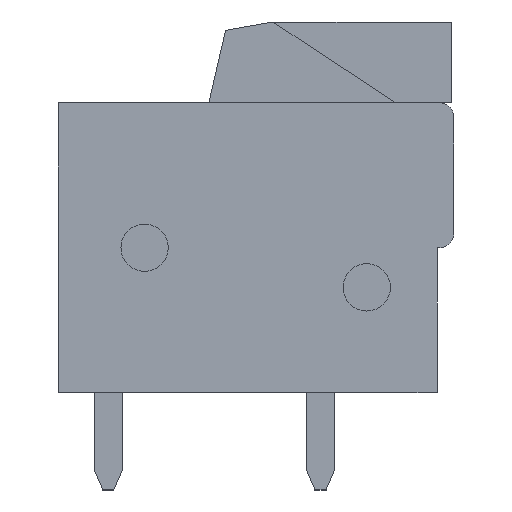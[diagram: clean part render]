
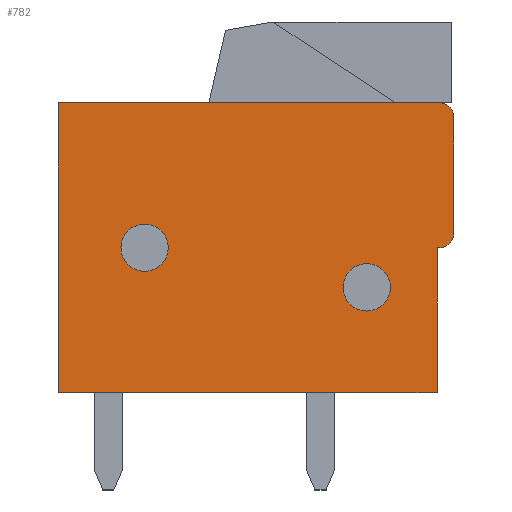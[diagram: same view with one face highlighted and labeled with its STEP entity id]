
A CAD part, left-side view. The second image highlights one B-rep face of the part: STEP entity #782.
In plain terms, the highlighted planar face has unit normal (-1, 0, 0).
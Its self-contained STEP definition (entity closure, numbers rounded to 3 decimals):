
#782 = ADVANCED_FACE( '', ( #1463, #1464, #1465 ), #1466, .T. );
#1463 = FACE_BOUND( '', #2101, .T. );
#1464 = FACE_OUTER_BOUND( '', #2102, .T. );
#1465 = FACE_BOUND( '', #2103, .T. );
#1466 = PLANE( '', #2104 );
#2101 = EDGE_LOOP( '', ( #3758 ) );
#2102 = EDGE_LOOP( '', ( #3759, #3760, #3761, #3762, #3763, #3764, #3765, #3766 ) );
#2103 = EDGE_LOOP( '', ( #3767 ) );
#2104 = AXIS2_PLACEMENT_3D( '', #3768, #3769, #3770 );
#3758 = ORIENTED_EDGE( '', *, *, #4453, .T. );
#3759 = ORIENTED_EDGE( '', *, *, #4447, .T. );
#3760 = ORIENTED_EDGE( '', *, *, #4236, .T. );
#3761 = ORIENTED_EDGE( '', *, *, #4170, .T. );
#3762 = ORIENTED_EDGE( '', *, *, #4382, .T. );
#3763 = ORIENTED_EDGE( '', *, *, #4556, .T. );
#3764 = ORIENTED_EDGE( '', *, *, #4519, .T. );
#3765 = ORIENTED_EDGE( '', *, *, #4648, .T. );
#3766 = ORIENTED_EDGE( '', *, *, #4180, .T. );
#3767 = ORIENTED_EDGE( '', *, *, #4649, .T. );
#3768 = CARTESIAN_POINT( '', ( -2.5, 0., 0. ) );
#3769 = DIRECTION( '', ( -1., 0., 0. ) );
#3770 = DIRECTION( '', ( 0., 0., 1. ) );
#4170 = EDGE_CURVE( '', #5029, #5030, #5031, .T. );
#4180 = EDGE_CURVE( '', #5048, #5049, #5050, .T. );
#4236 = EDGE_CURVE( '', #5141, #5029, #5142, .T. );
#4382 = EDGE_CURVE( '', #5030, #5351, #5353, .T. );
#4447 = EDGE_CURVE( '', #5049, #5141, #5444, .T. );
#4453 = EDGE_CURVE( '', #5452, #5452, #5453, .T. );
#4519 = EDGE_CURVE( '', #5539, #5540, #5541, .T. );
#4556 = EDGE_CURVE( '', #5351, #5539, #5588, .T. );
#4648 = EDGE_CURVE( '', #5540, #5048, #5685, .T. );
#4649 = EDGE_CURVE( '', #5686, #5686, #5687, .T. );
#5029 = VERTEX_POINT( '', #6217 );
#5030 = VERTEX_POINT( '', #6218 );
#5031 = LINE( '', #6219, #6220 );
#5048 = VERTEX_POINT( '', #6244 );
#5049 = VERTEX_POINT( '', #6245 );
#5050 = LINE( '', #6246, #6247 );
#5141 = VERTEX_POINT( '', #6376 );
#5142 = CIRCLE( '', #6377, 0.5 );
#5351 = VERTEX_POINT( '', #6674 );
#5353 = CIRCLE( '', #6677, 0.5 );
#5444 = LINE( '', #6812, #6813 );
#5452 = VERTEX_POINT( '', #6823 );
#5453 = CIRCLE( '', #6824, 0.85 );
#5539 = VERTEX_POINT( '', #6942 );
#5540 = VERTEX_POINT( '', #6943 );
#5541 = LINE( '', #6944, #6945 );
#5588 = LINE( '', #7012, #7013 );
#5685 = LINE( '', #7154, #7155 );
#5686 = VERTEX_POINT( '', #7156 );
#5687 = CIRCLE( '', #7157, 0.85 );
#6217 = CARTESIAN_POINT( '', ( -2.5, -7.1, 0.5 ) );
#6218 = CARTESIAN_POINT( '', ( -2.5, -7.1, 4.7 ) );
#6219 = CARTESIAN_POINT( '', ( -2.5, -7.1, 0. ) );
#6220 = VECTOR( '', #7398, 1000. );
#6244 = CARTESIAN_POINT( '', ( -2.5, -6.5, -5.2 ) );
#6245 = CARTESIAN_POINT( '', ( -2.5, -6.5, 0. ) );
#6246 = CARTESIAN_POINT( '', ( -2.5, -6.5, -5.2 ) );
#6247 = VECTOR( '', #7409, 1000. );
#6376 = CARTESIAN_POINT( '', ( -2.5, -6.6, 0. ) );
#6377 = AXIS2_PLACEMENT_3D( '', #7463, #7464, #7465 );
#6674 = CARTESIAN_POINT( '', ( -2.5, -6.6, 5.2 ) );
#6677 = AXIS2_PLACEMENT_3D( '', #7615, #7616, #7617 );
#6812 = CARTESIAN_POINT( '', ( -2.5, -6.5, 0. ) );
#6813 = VECTOR( '', #7671, 1000. );
#6823 = CARTESIAN_POINT( '', ( -2.5, 3.15, 0. ) );
#6824 = AXIS2_PLACEMENT_3D( '', #7677, #7678, #7679 );
#6942 = CARTESIAN_POINT( '', ( -2.5, 7.1, 5.2 ) );
#6943 = CARTESIAN_POINT( '', ( -2.5, 7.1, -5.2 ) );
#6944 = CARTESIAN_POINT( '', ( -2.5, 7.1, 5.2 ) );
#6945 = VECTOR( '', #7742, 1000. );
#7012 = CARTESIAN_POINT( '', ( -2.5, -7.1, 5.2 ) );
#7013 = VECTOR( '', #7775, 1000. );
#7154 = CARTESIAN_POINT( '', ( -2.5, 7.1, -5.2 ) );
#7155 = VECTOR( '', #7826, 1000. );
#7156 = CARTESIAN_POINT( '', ( -2.5, -4.825, -1.425 ) );
#7157 = AXIS2_PLACEMENT_3D( '', #7827, #7828, #7829 );
#7398 = DIRECTION( '', ( 0., 0., 1. ) );
#7409 = DIRECTION( '', ( 0., 0., 1. ) );
#7463 = CARTESIAN_POINT( '', ( -2.5, -6.6, 0.5 ) );
#7464 = DIRECTION( '', ( -1., 0., 0. ) );
#7465 = DIRECTION( '', ( 0., 0., 1. ) );
#7615 = CARTESIAN_POINT( '', ( -2.5, -6.6, 4.7 ) );
#7616 = DIRECTION( '', ( -1., 0., 0. ) );
#7617 = DIRECTION( '', ( 0., 0., 1. ) );
#7671 = DIRECTION( '', ( 0., -1., 0. ) );
#7677 = CARTESIAN_POINT( '', ( -2.5, 4., 0. ) );
#7678 = DIRECTION( '', ( 1., 0., 0. ) );
#7679 = DIRECTION( '', ( 0., -1., 0. ) );
#7742 = DIRECTION( '', ( 0., 0., -1. ) );
#7775 = DIRECTION( '', ( 0., 1., 0. ) );
#7826 = DIRECTION( '', ( 0., -1., 0. ) );
#7827 = CARTESIAN_POINT( '', ( -2.5, -3.975, -1.425 ) );
#7828 = DIRECTION( '', ( 1., 0., 0. ) );
#7829 = DIRECTION( '', ( 0., -1., 0. ) );
